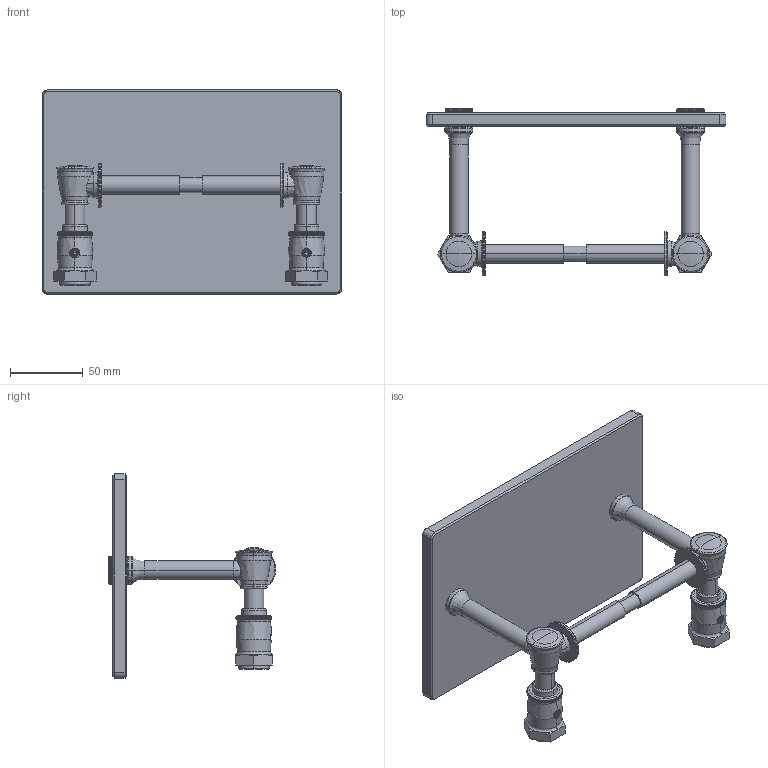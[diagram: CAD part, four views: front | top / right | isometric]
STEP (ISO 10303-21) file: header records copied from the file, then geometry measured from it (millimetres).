
FILE_DESCRIPTION((''),'2;1');
FILE_NAME('4827_SW0001','2014-06-09T',('ravindrashirol'),(''),'PRO/ENGINEER BY PARAMETRIC TECHNOLOGY CORPORATION, 2012230','PRO/ENGINEER BY PARAMETRIC TECHNOLOGY CORPORATION, 2012230','');
FILE_SCHEMA(('CONFIG_CONTROL_DESIGN'));
Products named in the file (1): 4827_SW0001
Bounding box: 205.49 x 114.77 x 139.95 mm (x, y, z)
Surface area: 95635.6 mm2 (no closed solid volume)
Topology: 0 solids, 21 shells, 1074 faces, 2749 edges, 1811 vertices
Faces by surface type: plane 652, cylinder 218, bspline 92, cone 60, torus 44, revolution 8
Entity records: 47672 total; most frequent: CARTESIAN_POINT 24131, ORIENTED_EDGE 5056, DIRECTION 4017, EDGE_CURVE 2737, VERTEX_POINT 1811, AXIS2_PLACEMENT_3D 1582, B_SPLINE_CURVE_WITH_KNOTS 1292, EDGE_LOOP 1281
